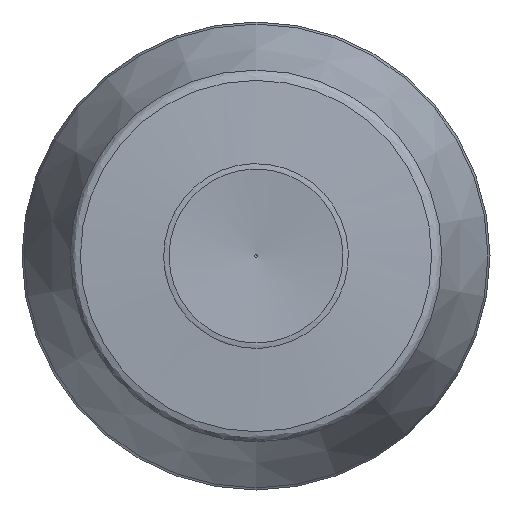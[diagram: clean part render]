
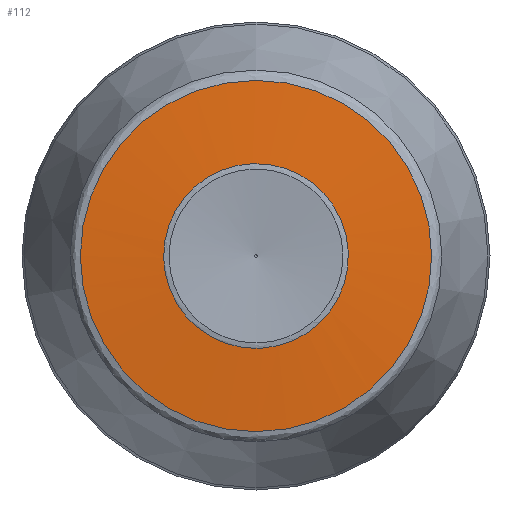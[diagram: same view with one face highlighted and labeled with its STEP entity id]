
A CAD part, left-side view. The second image highlights one B-rep face of the part: STEP entity #112.
In plain terms, the highlighted face is a revolution surface.
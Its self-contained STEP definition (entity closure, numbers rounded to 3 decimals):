
#24=SURFACE_OF_REVOLUTION('',#40,#32);
#32=AXIS1_PLACEMENT('',#642,#541);
#40=LINE('',#641,#45);
#45=VECTOR('',#540,6.099);
#112=ADVANCED_FACE('',(#166,#167),#24,.T.);
#166=FACE_BOUND('',#224,.T.);
#167=FACE_BOUND('',#225,.T.);
#224=EDGE_LOOP('',(#282));
#225=EDGE_LOOP('',(#283));
#282=ORIENTED_EDGE('',*,*,#349,.F.);
#283=ORIENTED_EDGE('',*,*,#350,.F.);
#320=VERTEX_POINT('',#638);
#321=VERTEX_POINT('',#640);
#349=EDGE_CURVE('',#320,#320,#378,.T.);
#350=EDGE_CURVE('',#321,#321,#379,.T.);
#378=CIRCLE('',#434,12.76);
#379=CIRCLE('',#435,6.711);
#434=AXIS2_PLACEMENT_3D('',#637,#536,#537);
#435=AXIS2_PLACEMENT_3D('',#639,#538,#539);
#536=DIRECTION('',(1.,0.,0.));
#537=DIRECTION('',(0.,0.,-1.));
#538=DIRECTION('',(-1.,0.,0.));
#539=DIRECTION('',(0.,0.,-1.));
#540=DIRECTION('',(0.07,-0.992,0.104));
#541=DIRECTION('',(1.,0.,0.));
#637=CARTESIAN_POINT('',(0.494,0.,0.));
#638=CARTESIAN_POINT('',(0.494,0.,-12.76));
#639=CARTESIAN_POINT('',(0.069,0.,0.));
#640=CARTESIAN_POINT('',(0.069,0.,-6.711));
#641=CARTESIAN_POINT('',(0.069,-6.496,1.684));
#642=CARTESIAN_POINT('',(6.,0.,0.));
